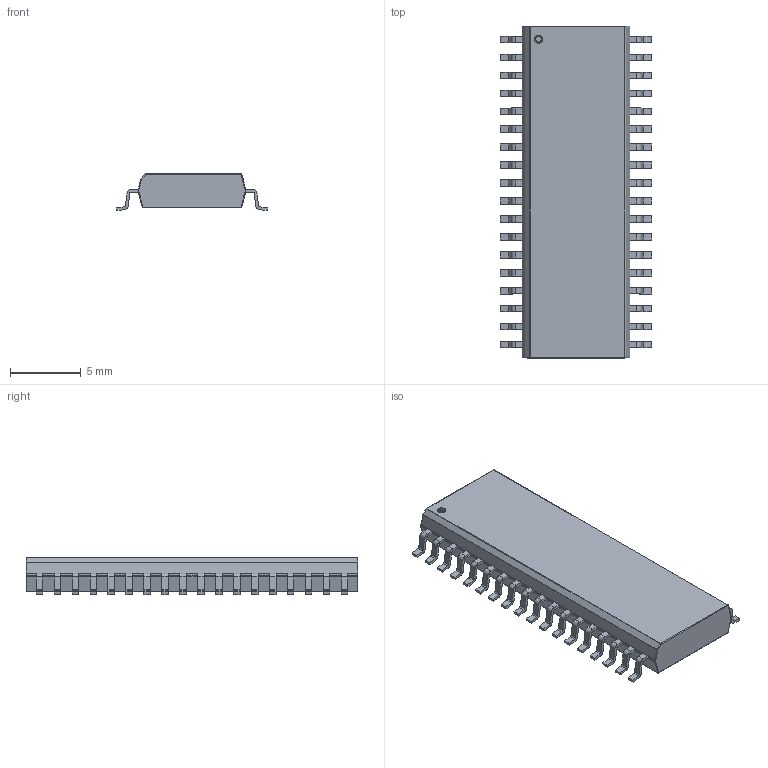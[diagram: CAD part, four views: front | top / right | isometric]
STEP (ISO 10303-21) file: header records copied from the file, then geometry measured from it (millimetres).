
FILE_DESCRIPTION(('FreeCAD Model'),'2;1');
FILE_NAME('Open CASCADE Shape Model','2022-11-09T08:43:04',(''),(''), 'Open CASCADE STEP processor 7.6','FreeCAD','Unknown');
FILE_SCHEMA(('AUTOMOTIVE_DESIGN { 1 0 10303 214 1 1 1 1 }'));
Length unit declared in the file: millimetre
Products named in the file (1): SOIC36W
Bounding box: 10.7 x 23.47 x 2.64 mm (x, y, z)
Volume: 426.5 mm3; surface area: 602.2 mm2
Topology: 37 solids, 37 shells, 564 faces, 1429 edges, 922 vertices
Faces by surface type: plane 372, cylinder 172, sphere 18, torus 2
Full cylindrical faces by diameter (mm): 0.5 x1
Entity records: 37897 total; most frequent: CARTESIAN_POINT 6666, DIRECTION 5490, LINE 3519, VECTOR 3519, ORIENTED_EDGE 2822, PCURVE 2822, DEFINITIONAL_REPRESENTATION 2822, EDGE_CURVE 1411
